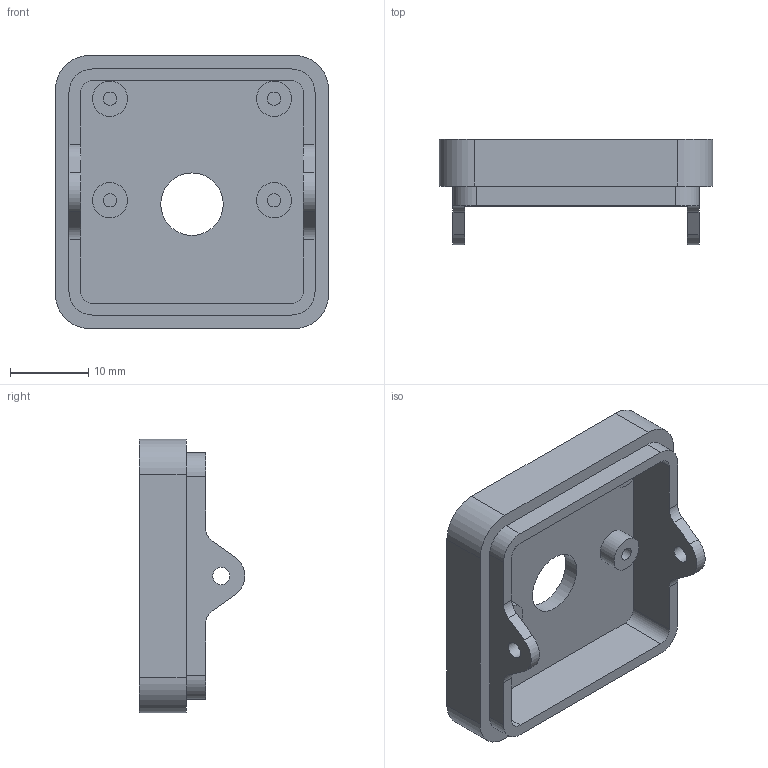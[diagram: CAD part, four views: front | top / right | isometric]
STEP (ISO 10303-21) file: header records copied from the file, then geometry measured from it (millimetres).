
FILE_DESCRIPTION(/* description */ (''),/* implementation_level */ '2;1');
FILE_NAME(/* name */ 'lens cap.stp',/* time_stamp */ '2024-08-19T17:48:05-07:00',/* author */ ('devan'),/* organization */ (''),/* preprocessor_version */ 'ST-DEVELOPER v20',/* originating_system */ 'Autodesk Inventor 2025',/* authorisation */ '');
FILE_SCHEMA (('AUTOMOTIVE_DESIGN { 1 0 10303 214 3 1 1 }'));
Length unit declared in the file: millimetre
Products named in the file (1): camera cap
Bounding box: 35 x 13.49 x 35 mm (x, y, z)
Volume: 4562.5 mm3; surface area: 4529.4 mm2
Topology: 1 solids, 1 shells, 58 faces, 141 edges, 94 vertices
Faces by surface type: cylinder 29, plane 29
Full cylindrical faces by diameter (mm): 1.7 x4, 2.2 x2, 4.5 x4, 8 x1
Entity records: 1778 total; most frequent: DIRECTION 317, CARTESIAN_POINT 294, ORIENTED_EDGE 282, EDGE_CURVE 141, AXIS2_PLACEMENT_3D 117, VERTEX_POINT 94, LINE 83, VECTOR 83
